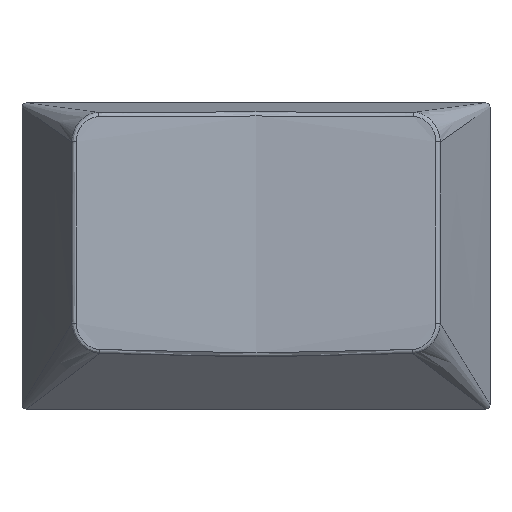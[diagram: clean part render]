
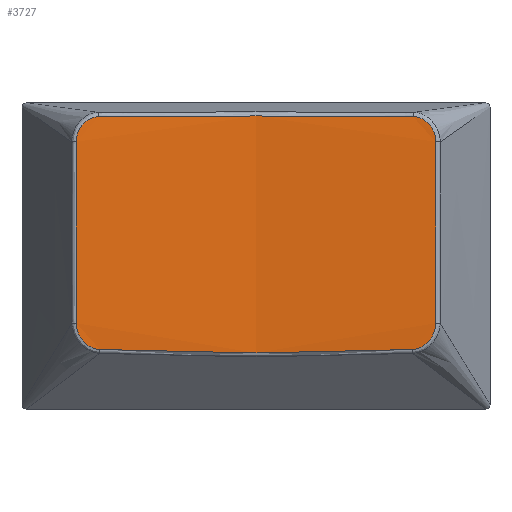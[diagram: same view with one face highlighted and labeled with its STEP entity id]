
A CAD part, top view. The second image highlights one B-rep face of the part: STEP entity #3727.
In plain terms, the highlighted free-form (B-spline) face has degree [1, 2] with [2, 3] control points.
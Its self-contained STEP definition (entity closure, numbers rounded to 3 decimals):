
#3107 = EDGE_CURVE('',#3108,#3110,#3112,.T.);
#3108 = VERTEX_POINT('',#3109);
#3109 = CARTESIAN_POINT('',(83.116,161.946,
    7.134));
#3110 = VERTEX_POINT('',#3111);
#3111 = CARTESIAN_POINT('',(81.72,163.495,
    7.243));
#3112 = B_SPLINE_CURVE_WITH_KNOTS('',3,(#3113,#3114,#3115,#3116,#3117,
    #3118,#3119),.UNSPECIFIED.,.F.,.F.,(4,1,1,1,4),(0.,0.656,
    1.313,1.641,2.297),.UNSPECIFIED.);
#3113 = CARTESIAN_POINT('',(83.116,161.946,
    7.134));
#3114 = CARTESIAN_POINT('',(82.899,161.956,
    7.155));
#3115 = CARTESIAN_POINT('',(82.473,162.091,
    7.194));
#3116 = CARTESIAN_POINT('',(82.066,162.472,
    7.228));
#3117 = CARTESIAN_POINT('',(81.794,162.949,
    7.247));
#3118 = CARTESIAN_POINT('',(81.72,163.276,
    7.248));
#3119 = CARTESIAN_POINT('',(81.72,163.495,
    7.243));
#3188 = EDGE_CURVE('',#3189,#3108,#3191,.T.);
#3189 = VERTEX_POINT('',#3190);
#3190 = CARTESIAN_POINT('',(101.474,161.946,
    7.134));
#3191 = B_SPLINE_CURVE_WITH_KNOTS('',3,(#3192,#3193,#3194,#3195),
  .UNSPECIFIED.,.F.,.F.,(4,4),(0.,18.439),
  .PIECEWISE_BEZIER_KNOTS.);
#3192 = CARTESIAN_POINT('',(101.474,161.946,
    7.134));
#3193 = CARTESIAN_POINT('',(95.377,161.678,
    6.559));
#3194 = CARTESIAN_POINT('',(89.213,161.678,
    6.559));
#3195 = CARTESIAN_POINT('',(83.116,161.946,
    7.134));
#3238 = EDGE_CURVE('',#3110,#3239,#3241,.T.);
#3239 = VERTEX_POINT('',#3240);
#3240 = CARTESIAN_POINT('',(81.717,174.16,
    7.011));
#3241 = B_SPLINE_CURVE_WITH_KNOTS('',3,(#3242,#3243,#3244,#3245,#3246),
  .UNSPECIFIED.,.F.,.F.,(4,1,4),(0.,4.572,10.668),
  .UNSPECIFIED.);
#3242 = CARTESIAN_POINT('',(81.72,163.495,
    7.243));
#3243 = CARTESIAN_POINT('',(81.72,165.018,
    7.21));
#3244 = CARTESIAN_POINT('',(81.719,168.573,
    7.133));
#3245 = CARTESIAN_POINT('',(81.717,172.128,
    7.056));
#3246 = CARTESIAN_POINT('',(81.717,174.16,
    7.011));
#3295 = EDGE_CURVE('',#3296,#3189,#3298,.T.);
#3296 = VERTEX_POINT('',#3297);
#3297 = CARTESIAN_POINT('',(102.87,163.495,
    7.243));
#3298 = B_SPLINE_CURVE_WITH_KNOTS('',3,(#3299,#3300,#3301,#3302,#3303,
    #3304,#3305),.UNSPECIFIED.,.F.,.F.,(4,1,1,1,4),(0.,0.656,
    0.985,1.641,2.297),.UNSPECIFIED.);
#3299 = CARTESIAN_POINT('',(102.87,163.495,
    7.243));
#3300 = CARTESIAN_POINT('',(102.87,163.276,
    7.248));
#3301 = CARTESIAN_POINT('',(102.797,162.949,
    7.247));
#3302 = CARTESIAN_POINT('',(102.525,162.472,
    7.228));
#3303 = CARTESIAN_POINT('',(102.118,162.091,7.194
    ));
#3304 = CARTESIAN_POINT('',(101.692,161.956,7.155
    ));
#3305 = CARTESIAN_POINT('',(101.474,161.946,
    7.134));
#3366 = EDGE_CURVE('',#3239,#3367,#3369,.T.);
#3367 = VERTEX_POINT('',#3368);
#3368 = CARTESIAN_POINT('',(83.061,175.644,
    6.84));
#3369 = B_SPLINE_CURVE_WITH_KNOTS('',3,(#3370,#3371,#3372,#3373,#3374,
    #3375),.UNSPECIFIED.,.F.,.F.,(4,1,1,4),(0.,0.954,
    1.589,2.225),.UNSPECIFIED.);
#3370 = CARTESIAN_POINT('',(81.717,174.16,
    7.011));
#3371 = CARTESIAN_POINT('',(81.717,174.477,
    7.004));
#3372 = CARTESIAN_POINT('',(81.883,175.005,
    6.974));
#3373 = CARTESIAN_POINT('',(82.434,175.521,
    6.905));
#3374 = CARTESIAN_POINT('',(82.851,175.642,
    6.861));
#3375 = CARTESIAN_POINT('',(83.061,175.644,
    6.84));
#3441 = EDGE_CURVE('',#3442,#3296,#3444,.T.);
#3442 = VERTEX_POINT('',#3443);
#3443 = CARTESIAN_POINT('',(102.874,174.16,
    7.011));
#3444 = B_SPLINE_CURVE_WITH_KNOTS('',3,(#3445,#3446,#3447,#3448,#3449),
  .UNSPECIFIED.,.F.,.F.,(4,1,4),(-10.668,-4.572,0.),
  .UNSPECIFIED.);
#3445 = CARTESIAN_POINT('',(102.874,174.16,
    7.011));
#3446 = CARTESIAN_POINT('',(102.874,172.128,
    7.056));
#3447 = CARTESIAN_POINT('',(102.872,168.573,
    7.133));
#3448 = CARTESIAN_POINT('',(102.87,165.018,
    7.21));
#3449 = CARTESIAN_POINT('',(102.87,163.495,
    7.243));
#3487 = EDGE_CURVE('',#3367,#3488,#3490,.T.);
#3488 = VERTEX_POINT('',#3489);
#3489 = CARTESIAN_POINT('',(101.529,175.644,
    6.84));
#3490 = B_SPLINE_CURVE_WITH_KNOTS('',3,(#3491,#3492,#3493,#3494),
  .UNSPECIFIED.,.F.,.F.,(4,4),(0.,18.544),
  .PIECEWISE_BEZIER_KNOTS.);
#3491 = CARTESIAN_POINT('',(83.061,175.644,
    6.84));
#3492 = CARTESIAN_POINT('',(89.198,175.695,
    6.251));
#3493 = CARTESIAN_POINT('',(95.392,175.695,
    6.251));
#3494 = CARTESIAN_POINT('',(101.529,175.644,
    6.84));
#3537 = EDGE_CURVE('',#3488,#3442,#3538,.T.);
#3538 = B_SPLINE_CURVE_WITH_KNOTS('',3,(#3539,#3540,#3541,#3542,#3543,
    #3544,#3545),.UNSPECIFIED.,.F.,.F.,(4,1,1,1,4),(0.,0.636,
    0.954,1.589,2.225),.UNSPECIFIED.);
#3539 = CARTESIAN_POINT('',(101.529,175.644,
    6.84));
#3540 = CARTESIAN_POINT('',(101.74,175.642,
    6.861));
#3541 = CARTESIAN_POINT('',(102.052,175.552,
    6.894));
#3542 = CARTESIAN_POINT('',(102.478,175.237,
    6.945));
#3543 = CARTESIAN_POINT('',(102.786,174.794,6.988)
  );
#3544 = CARTESIAN_POINT('',(102.874,174.371,
    7.007));
#3545 = CARTESIAN_POINT('',(102.874,174.16,
    7.011));
#3727 = ADVANCED_FACE('',(#3728),#3738,.T.);
#3728 = FACE_BOUND('',#3729,.T.);
#3729 = EDGE_LOOP('',(#3730,#3731,#3732,#3733,#3734,#3735,#3736,#3737));
#3730 = ORIENTED_EDGE('',*,*,#3107,.F.);
#3731 = ORIENTED_EDGE('',*,*,#3188,.F.);
#3732 = ORIENTED_EDGE('',*,*,#3295,.F.);
#3733 = ORIENTED_EDGE('',*,*,#3441,.F.);
#3734 = ORIENTED_EDGE('',*,*,#3537,.F.);
#3735 = ORIENTED_EDGE('',*,*,#3487,.F.);
#3736 = ORIENTED_EDGE('',*,*,#3366,.F.);
#3737 = ORIENTED_EDGE('',*,*,#3238,.F.);
#3738 = ( BOUNDED_SURFACE() B_SPLINE_SURFACE(1,2,(
    (#3739,#3740,#3741)
    ,(#3742,#3743,#3744
)),.UNSPECIFIED.,.F.,.F.,.F.) B_SPLINE_SURFACE_WITH_KNOTS((2,2),(3,3),(
    0.,0.5),(0.,
    0.403),.PIECEWISE_BEZIER_KNOTS.) 
GEOMETRIC_REPRESENTATION_ITEM() RATIONAL_B_SPLINE_SURFACE((
    (1.,0.98,1.)
,(1.,0.98,1.))) REPRESENTATION_ITEM('') SURFACE() );
#3739 = CARTESIAN_POINT('',(76.252,188.868,
    7.449));
#3740 = CARTESIAN_POINT('',(95.74,188.796,
    4.176));
#3741 = CARTESIAN_POINT('',(114.952,188.897,
    8.799));
#3742 = CARTESIAN_POINT('',(76.252,140.453,
    8.506));
#3743 = CARTESIAN_POINT('',(95.74,140.381,
    5.232));
#3744 = CARTESIAN_POINT('',(114.952,140.482,
    9.855));
